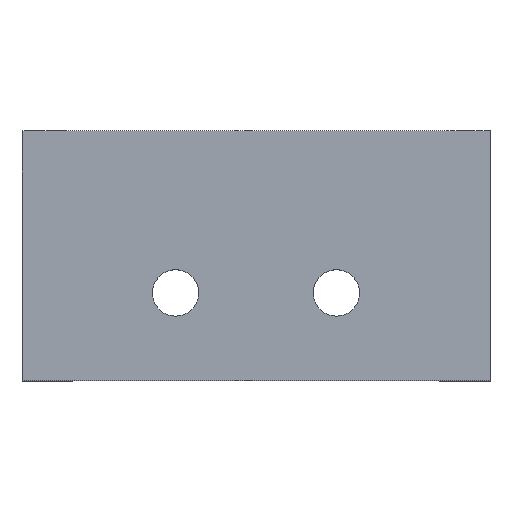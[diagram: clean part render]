
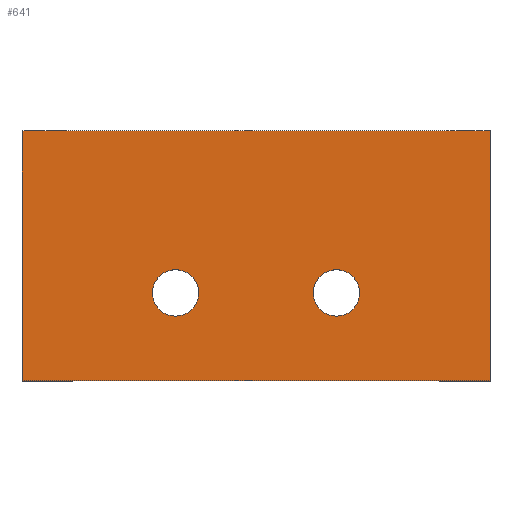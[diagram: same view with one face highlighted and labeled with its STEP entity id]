
A CAD part, top view. The second image highlights one B-rep face of the part: STEP entity #641.
In plain terms, the highlighted planar face has unit normal (0, 0, 1).
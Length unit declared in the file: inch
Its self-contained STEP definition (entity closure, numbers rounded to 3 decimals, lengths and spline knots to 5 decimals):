
#24=PLANE('',#706);
#53=LINE('',#1001,#109);
#57=LINE('',#1010,#113);
#67=LINE('',#1038,#123);
#80=LINE('',#1065,#136);
#109=VECTOR('',#807,1.25984);
#113=VECTOR('',#815,0.67244);
#123=VECTOR('',#835,1.25984);
#136=VECTOR('',#868,0.67244);
#158=FACE_BOUND('',#229,.T.);
#159=FACE_BOUND('',#230,.T.);
#183=FACE_OUTER_BOUND('',#228,.T.);
#228=EDGE_LOOP('',(#541,#542,#543,#544));
#229=EDGE_LOOP('',(#545));
#230=EDGE_LOOP('',(#546));
#254=CIRCLE('',#664,0.0625);
#256=CIRCLE('',#667,0.0625);
#286=VERTEX_POINT('',#924);
#288=VERTEX_POINT('',#929);
#317=VERTEX_POINT('',#998);
#318=VERTEX_POINT('',#1000);
#321=VERTEX_POINT('',#1008);
#334=VERTEX_POINT('',#1036);
#348=EDGE_CURVE('',#286,#286,#254,.T.);
#350=EDGE_CURVE('',#288,#288,#256,.T.);
#384=EDGE_CURVE('',#318,#317,#53,.T.);
#389=EDGE_CURVE('',#317,#321,#57,.T.);
#403=EDGE_CURVE('',#334,#321,#67,.T.);
#419=EDGE_CURVE('',#318,#334,#80,.T.);
#541=ORIENTED_EDGE('',*,*,#389,.T.);
#542=ORIENTED_EDGE('',*,*,#403,.F.);
#543=ORIENTED_EDGE('',*,*,#419,.F.);
#544=ORIENTED_EDGE('',*,*,#384,.T.);
#545=ORIENTED_EDGE('',*,*,#348,.T.);
#546=ORIENTED_EDGE('',*,*,#350,.T.);
#641=ADVANCED_FACE('',(#183,#158,#159),#24,.T.);
#664=AXIS2_PLACEMENT_3D('',#925,#737,#738);
#667=AXIS2_PLACEMENT_3D('',#930,#743,#744);
#706=AXIS2_PLACEMENT_3D('',#1064,#866,#867);
#737=DIRECTION('center_axis',(0.,0.,-1.));
#738=DIRECTION('ref_axis',(1.,0.,0.));
#743=DIRECTION('center_axis',(0.,0.,-1.));
#744=DIRECTION('ref_axis',(-1.,0.,0.));
#807=DIRECTION('',(1.,0.,0.));
#815=DIRECTION('',(0.,1.,0.));
#835=DIRECTION('',(1.,0.,0.));
#866=DIRECTION('center_axis',(0.,0.,1.));
#867=DIRECTION('ref_axis',(1.,0.,0.));
#868=DIRECTION('',(0.,1.,0.));
#924=CARTESIAN_POINT('',(0.60679,-0.23622,0.71555));
#925=CARTESIAN_POINT('Origin',(0.66929,-0.23622,0.71555));
#929=CARTESIAN_POINT('',(0.29872,-0.23622,0.71555));
#930=CARTESIAN_POINT('Origin',(0.23622,-0.23622,0.71555));
#998=CARTESIAN_POINT('',(1.08268,-0.47244,0.71555));
#1000=CARTESIAN_POINT('',(-0.17717,-0.47244,0.71555));
#1001=CARTESIAN_POINT('',(0.76772,-0.47244,0.71555));
#1008=CARTESIAN_POINT('',(1.08268,0.2,0.71555));
#1010=CARTESIAN_POINT('',(1.08268,0.125,0.71555));
#1036=CARTESIAN_POINT('',(-0.17717,0.2,0.71555));
#1038=CARTESIAN_POINT('',(-0.17717,0.2,0.71555));
#1064=CARTESIAN_POINT('Origin',(-0.17717,0.125,0.71555));
#1065=CARTESIAN_POINT('',(-0.17717,0.125,0.71555));
